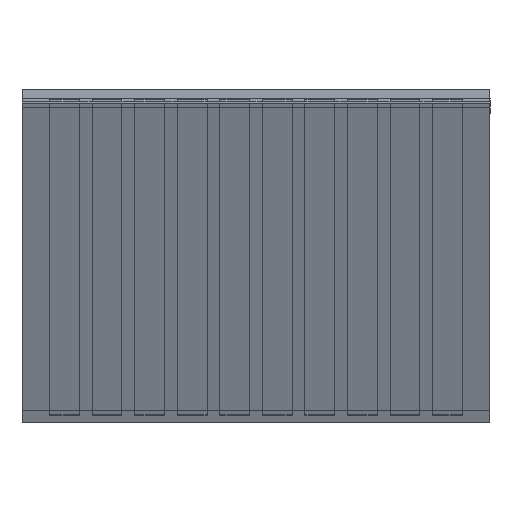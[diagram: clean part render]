
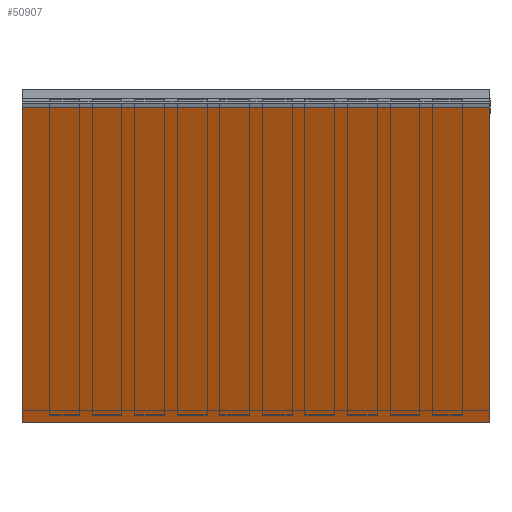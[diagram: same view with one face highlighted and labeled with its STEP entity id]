
A CAD part, left-side view. The second image highlights one B-rep face of the part: STEP entity #50907.
In plain terms, the highlighted planar face has unit normal (-0.914, 0, -0.405).
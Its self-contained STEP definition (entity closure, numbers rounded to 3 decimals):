
#894=ORIENTED_EDGE('',*,*,#10533,.T.);
#895=ORIENTED_EDGE('',*,*,#10835,.F.);
#896=ORIENTED_EDGE('',*,*,#10747,.F.);
#897=ORIENTED_EDGE('',*,*,#10836,.T.);
#10533=EDGE_CURVE('',#15529,#15528,#18937,.T.);
#10747=EDGE_CURVE('',#15741,#15742,#19151,.T.);
#10835=EDGE_CURVE('',#15742,#15528,#19239,.T.);
#10836=EDGE_CURVE('',#15741,#15529,#19240,.T.);
#15528=VERTEX_POINT('',#65185);
#15529=VERTEX_POINT('',#65187);
#15741=VERTEX_POINT('',#65613);
#15742=VERTEX_POINT('',#65615);
#18937=LINE('',#65186,#23989);
#19151=LINE('',#65614,#24203);
#19239=LINE('',#65787,#24291);
#19240=LINE('',#65789,#24292);
#23989=VECTOR('',#55720,1000.);
#24203=VECTOR('',#55936,1000.);
#24291=VECTOR('',#56062,1000.);
#24292=VECTOR('',#56065,1000.);
#28958=EDGE_LOOP('',(#894,#895,#896,#897));
#31140=FACE_BOUND('',#28958,.T.);
#33322=PLANE('',#53336);
#50907=ADVANCED_FACE('',(#31140),#33322,.F.);
#53336=AXIS2_PLACEMENT_3D('',#65788,#56063,#56064);
#55720=DIRECTION('',(-0.405,0.,0.914));
#55936=DIRECTION('',(-0.405,0.,0.914));
#56062=DIRECTION('',(0.,-1.,0.));
#56063=DIRECTION('',(0.914,0.,0.405));
#56064=DIRECTION('',(0.405,0.,-0.914));
#56065=DIRECTION('',(0.,-1.,0.));
#65185=CARTESIAN_POINT('',(35.04,0.,-0.167));
#65186=CARTESIAN_POINT('',(35.04,0.,-0.167));
#65187=CARTESIAN_POINT('',(38.32,0.,-7.575));
#65613=CARTESIAN_POINT('',(38.32,11.,-7.575));
#65614=CARTESIAN_POINT('',(35.04,11.,-0.167));
#65615=CARTESIAN_POINT('',(35.04,11.,-0.167));
#65787=CARTESIAN_POINT('',(35.04,11.,-0.167));
#65788=CARTESIAN_POINT('',(35.04,11.,-0.167));
#65789=CARTESIAN_POINT('',(38.32,11.,-7.575));
